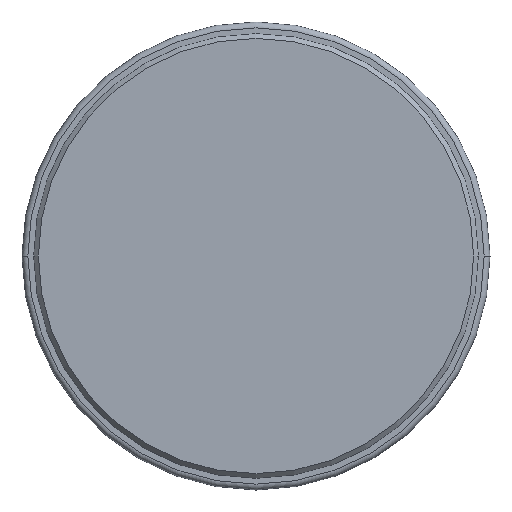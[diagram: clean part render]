
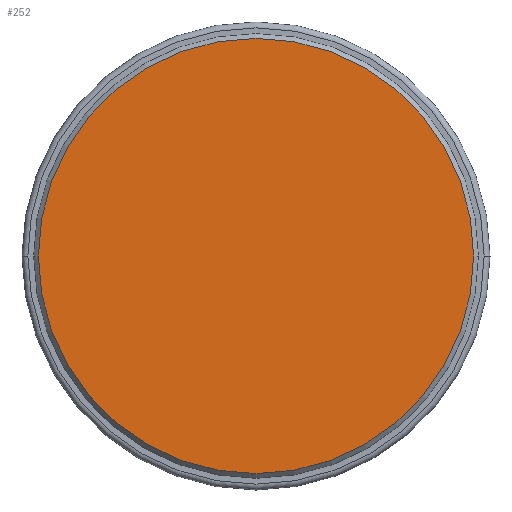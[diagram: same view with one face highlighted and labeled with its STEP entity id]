
A CAD part, left-side view. The second image highlights one B-rep face of the part: STEP entity #252.
In plain terms, the highlighted planar face has unit normal (-1, 0, 0).
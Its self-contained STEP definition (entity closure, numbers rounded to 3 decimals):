
#50=PLANE('',#609);
#70=FACE_OUTER_BOUND('',#98,.F.);
#98=EDGE_LOOP('',(#134,#135));
#134=ORIENTED_EDGE('',*,*,#492,.F.);
#135=ORIENTED_EDGE('',*,*,#490,.F.);
#252=ADVANCED_FACE('',(#70),#50,.T.);
#472=CIRCLE('',#592,9.3);
#474=CIRCLE('',#594,9.3);
#490=EDGE_CURVE('',#582,#581,#472,.T.);
#492=EDGE_CURVE('',#581,#582,#474,.T.);
#581=VERTEX_POINT('',#809);
#582=VERTEX_POINT('',#810);
#592=AXIS2_PLACEMENT_3D('',#818,#644,#645);
#594=AXIS2_PLACEMENT_3D('',#820,#648,#649);
#609=AXIS2_PLACEMENT_3D('',#879,#722,#723);
#644=DIRECTION('',(-1.,0.,0.));
#645=DIRECTION('',(0.,-1.,0.));
#648=DIRECTION('',(-1.,0.,0.));
#649=DIRECTION('',(0.,1.,0.));
#722=DIRECTION('',(-1.,0.,0.));
#723=DIRECTION('',(0.,0.,-1.));
#809=CARTESIAN_POINT('',(-0.3,9.3,0.));
#810=CARTESIAN_POINT('',(-0.3,-9.3,0.));
#818=CARTESIAN_POINT('',(-0.3,0.,0.));
#820=CARTESIAN_POINT('',(-0.3,0.,0.));
#879=CARTESIAN_POINT('',(-0.3,9.5,9.5));
